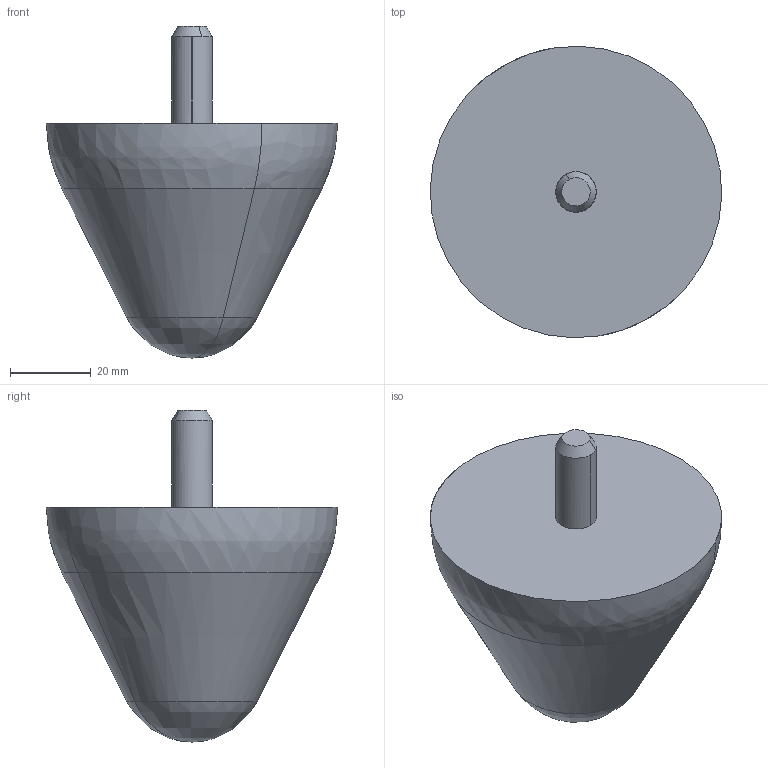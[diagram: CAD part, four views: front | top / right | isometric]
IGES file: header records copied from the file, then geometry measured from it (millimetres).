
Start section: START RECORD GO HERE.
Global section: file name: 512700-BUTEE ELASTIQUE.igs; native system: DASSAULT SYSTEMES CATIA Version 5-6 Release 2019 - www.3ds.com; preprocessor: V5-6R2019_5.29.4.0.01-31-2020.22.00; author: A0H03063; organization: SD6; date: 20231110.152106; units: millimetre
Bounding box: 71.98 x 71.98 x 82 mm (x, y, z)
Surface area: 14979.7 mm2 (no closed solid volume)
Topology: 0 solids, 0 shells, 12 faces, 52 edges, 48 vertices
Faces by surface type: revolution 10, plane 2
